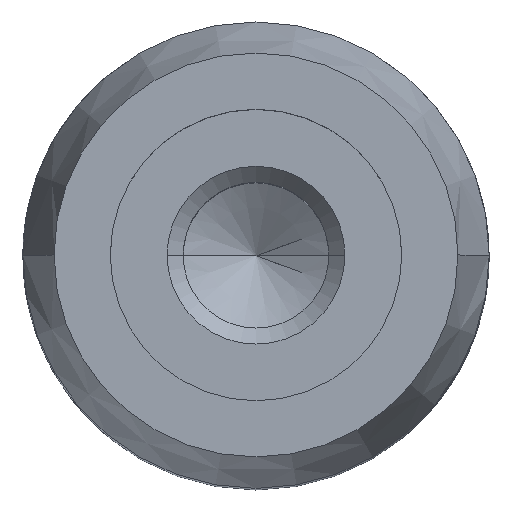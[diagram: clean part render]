
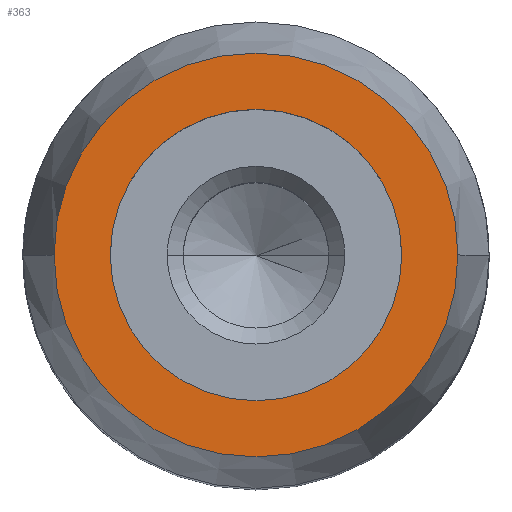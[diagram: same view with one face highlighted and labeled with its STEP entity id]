
A CAD part, top view. The second image highlights one B-rep face of the part: STEP entity #363.
In plain terms, the highlighted planar face has unit normal (0, 0, 1).
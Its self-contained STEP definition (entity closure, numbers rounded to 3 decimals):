
#13 = VERTEX_POINT ( 'NONE', #109 ) ;
#56 = EDGE_CURVE ( 'NONE', #1186, #13, #134, .T. ) ;
#106 = DIRECTION ( 'NONE',  ( 0., 0., 1. ) ) ;
#109 = CARTESIAN_POINT ( 'NONE',  ( 3.464, 0., 19. ) ) ;
#113 = DIRECTION ( 'NONE',  ( 0., 0., 1. ) ) ;
#116 = VERTEX_POINT ( 'NONE', #180 ) ;
#134 = CIRCLE ( 'NONE', #878, 3.464 ) ;
#180 = CARTESIAN_POINT ( 'NONE',  ( 2.5, 0., 19. ) ) ;
#201 = CIRCLE ( 'NONE', #1261, 3.464 ) ;
#219 = EDGE_LOOP ( 'NONE', ( #724, #1316 ) ) ;
#259 = FACE_BOUND ( 'NONE', #219, .T. ) ;
#280 = CIRCLE ( 'NONE', #1469, 2.5 ) ;
#341 = EDGE_CURVE ( 'NONE', #13, #1186, #201, .T. ) ;
#363 = ADVANCED_FACE ( 'NONE', ( #259, #1203 ), #388, .T. ) ;
#380 = CARTESIAN_POINT ( 'NONE',  ( 0., 0., 19. ) ) ;
#388 = PLANE ( 'NONE',  #489 ) ;
#399 = EDGE_CURVE ( 'NONE', #116, #849, #280, .T. ) ;
#489 = AXIS2_PLACEMENT_3D ( 'NONE', #855, #106, #1467 ) ;
#499 = DIRECTION ( 'NONE',  ( 1., 0., 0. ) ) ;
#671 = CARTESIAN_POINT ( 'NONE',  ( 0., 0., 19. ) ) ;
#714 = DIRECTION ( 'NONE',  ( 0., 0., 1. ) ) ;
#722 = DIRECTION ( 'NONE',  ( 1., 0., 0. ) ) ;
#724 = ORIENTED_EDGE ( 'NONE', *, *, #399, .F. ) ;
#730 = CARTESIAN_POINT ( 'NONE',  ( 0., 0., 19. ) ) ;
#735 = CARTESIAN_POINT ( 'NONE',  ( 0., 0., 19. ) ) ;
#759 = CARTESIAN_POINT ( 'NONE',  ( -3.464, 0., 19. ) ) ;
#782 = AXIS2_PLACEMENT_3D ( 'NONE', #735, #1105, #1217 ) ;
#849 = VERTEX_POINT ( 'NONE', #1256 ) ;
#855 = CARTESIAN_POINT ( 'NONE',  ( 0., 0., 19. ) ) ;
#878 = AXIS2_PLACEMENT_3D ( 'NONE', #671, #1411, #1013 ) ;
#1013 = DIRECTION ( 'NONE',  ( 1., 0., 0. ) ) ;
#1080 = ORIENTED_EDGE ( 'NONE', *, *, #56, .T. ) ;
#1105 = DIRECTION ( 'NONE',  ( 0., 0., 1. ) ) ;
#1180 = EDGE_CURVE ( 'NONE', #849, #116, #1488, .T. ) ;
#1186 = VERTEX_POINT ( 'NONE', #759 ) ;
#1203 = FACE_OUTER_BOUND ( 'NONE', #1481, .T. ) ;
#1217 = DIRECTION ( 'NONE',  ( 1., 0., 0. ) ) ;
#1246 = ORIENTED_EDGE ( 'NONE', *, *, #341, .T. ) ;
#1256 = CARTESIAN_POINT ( 'NONE',  ( -2.5, 0., 19. ) ) ;
#1261 = AXIS2_PLACEMENT_3D ( 'NONE', #380, #113, #722 ) ;
#1316 = ORIENTED_EDGE ( 'NONE', *, *, #1180, .F. ) ;
#1411 = DIRECTION ( 'NONE',  ( 0., 0., 1. ) ) ;
#1467 = DIRECTION ( 'NONE',  ( 1., 0., 0. ) ) ;
#1469 = AXIS2_PLACEMENT_3D ( 'NONE', #730, #714, #499 ) ;
#1481 = EDGE_LOOP ( 'NONE', ( #1080, #1246 ) ) ;
#1488 = CIRCLE ( 'NONE', #782, 2.5 ) ;
